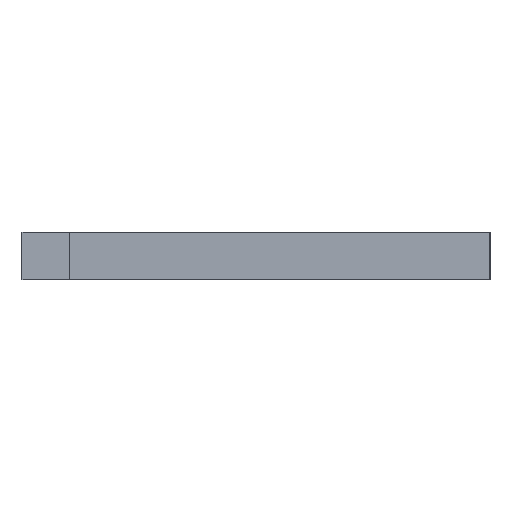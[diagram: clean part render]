
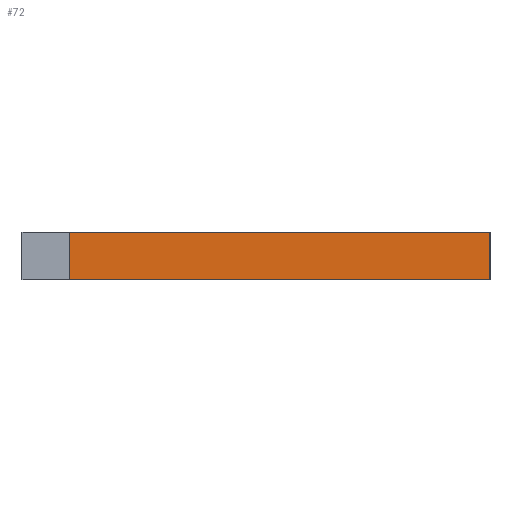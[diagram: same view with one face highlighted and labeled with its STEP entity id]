
A CAD part, left-side view. The second image highlights one B-rep face of the part: STEP entity #72.
In plain terms, the highlighted planar face has unit normal (-1, 0, 0).
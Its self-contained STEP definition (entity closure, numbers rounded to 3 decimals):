
#15 = LINE ( 'NONE', #181, #371 ) ;
#64 = CARTESIAN_POINT ( 'NONE',  ( -25.85, -13.65, 3. ) ) ;
#72 = ADVANCED_FACE ( 'NONE', ( #1035 ), #772, .F. ) ;
#86 = LINE ( 'NONE', #1582, #1305 ) ;
#89 = CARTESIAN_POINT ( 'NONE',  ( -25.85, 12.65, 3. ) ) ;
#99 = VERTEX_POINT ( 'NONE', #1920 ) ;
#181 = CARTESIAN_POINT ( 'NONE',  ( -25.85, -13.65, 3. ) ) ;
#254 = DIRECTION ( 'NONE',  ( 0., -1., 0. ) ) ;
#259 = LINE ( 'NONE', #1895, #1309 ) ;
#288 = EDGE_CURVE ( 'NONE', #1181, #1635, #86, .T. ) ;
#297 = CARTESIAN_POINT ( 'NONE',  ( -25.85, 12.65, 0. ) ) ;
#302 = EDGE_CURVE ( 'NONE', #930, #1181, #693, .T. ) ;
#371 = VECTOR ( 'NONE', #1070, 1000. ) ;
#448 = DIRECTION ( 'NONE',  ( 0., 1., 0. ) ) ;
#479 = ORIENTED_EDGE ( 'NONE', *, *, #661, .T. ) ;
#554 = ORIENTED_EDGE ( 'NONE', *, *, #860, .F. ) ;
#615 = VECTOR ( 'NONE', #1870, 1000. ) ;
#661 = EDGE_CURVE ( 'NONE', #930, #99, #259, .T. ) ;
#693 = LINE ( 'NONE', #740, #615 ) ;
#740 = CARTESIAN_POINT ( 'NONE',  ( -25.85, 12.65, 0. ) ) ;
#772 = PLANE ( 'NONE',  #1561 ) ;
#860 = EDGE_CURVE ( 'NONE', #1635, #99, #15, .T. ) ;
#889 = DIRECTION ( 'NONE',  ( 1., 0., 0. ) ) ;
#930 = VERTEX_POINT ( 'NONE', #297 ) ;
#1035 = FACE_OUTER_BOUND ( 'NONE', #1120, .T. ) ;
#1044 = CARTESIAN_POINT ( 'NONE',  ( -25.85, 0., 3. ) ) ;
#1070 = DIRECTION ( 'NONE',  ( 0., 0., -1. ) ) ;
#1120 = EDGE_LOOP ( 'NONE', ( #1207, #1324, #479, #554 ) ) ;
#1181 = VERTEX_POINT ( 'NONE', #89 ) ;
#1207 = ORIENTED_EDGE ( 'NONE', *, *, #288, .F. ) ;
#1305 = VECTOR ( 'NONE', #1483, 1000. ) ;
#1309 = VECTOR ( 'NONE', #254, 1000. ) ;
#1324 = ORIENTED_EDGE ( 'NONE', *, *, #302, .F. ) ;
#1483 = DIRECTION ( 'NONE',  ( 0., -1., 0. ) ) ;
#1561 = AXIS2_PLACEMENT_3D ( 'NONE', #1044, #889, #448 ) ;
#1582 = CARTESIAN_POINT ( 'NONE',  ( -25.85, 0., 3. ) ) ;
#1635 = VERTEX_POINT ( 'NONE', #64 ) ;
#1870 = DIRECTION ( 'NONE',  ( 0., 0., 1. ) ) ;
#1895 = CARTESIAN_POINT ( 'NONE',  ( -25.85, 0., 0. ) ) ;
#1920 = CARTESIAN_POINT ( 'NONE',  ( -25.85, -13.65, 0. ) ) ;
